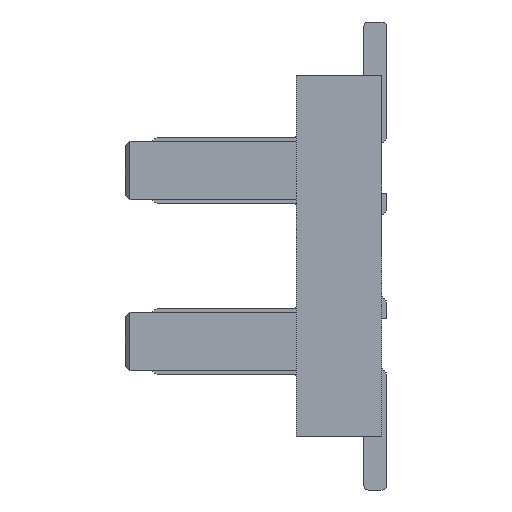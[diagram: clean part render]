
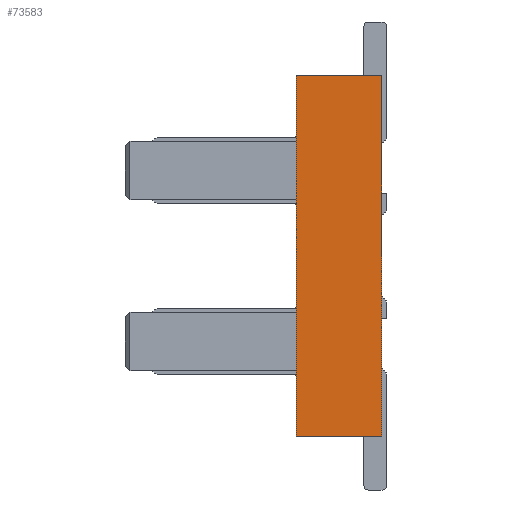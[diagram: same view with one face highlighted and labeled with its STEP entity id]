
A CAD part, left-side view. The second image highlights one B-rep face of the part: STEP entity #73583.
In plain terms, the highlighted planar face has unit normal (-1, 0, 0).
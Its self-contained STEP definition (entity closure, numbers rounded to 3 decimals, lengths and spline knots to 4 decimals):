
#437=DIRECTION('',(0.,-1.,0.));
#438=VECTOR('',#437,0.95);
#439=CARTESIAN_POINT('',(-11.35,0.95,2.));
#440=LINE('',#439,#438);
#445=DIRECTION('',(0.,0.,1.));
#446=VECTOR('',#445,4.);
#447=CARTESIAN_POINT('',(-11.35,0.95,-2.));
#448=LINE('',#447,#446);
#473=DIRECTION('',(0.,0.,1.));
#474=VECTOR('',#473,4.);
#475=CARTESIAN_POINT('',(-11.35,0.,-2.));
#476=LINE('',#475,#474);
#477=DIRECTION('',(0.,-1.,0.));
#478=VECTOR('',#477,0.95);
#479=CARTESIAN_POINT('',(-11.35,0.95,-2.));
#480=LINE('',#479,#478);
#57217=CARTESIAN_POINT('',(-11.35,0.95,-2.));
#57218=CARTESIAN_POINT('',(-11.35,0.,-2.));
#57219=VERTEX_POINT('',#57217);
#57220=VERTEX_POINT('',#57218);
#58349=CARTESIAN_POINT('',(-11.35,0.,2.));
#58350=VERTEX_POINT('',#58349);
#58351=CARTESIAN_POINT('',(-11.35,0.95,2.));
#58352=VERTEX_POINT('',#58351);
#73571=CARTESIAN_POINT('',(-11.35,0.475,0.));
#73572=DIRECTION('',(1.,0.,0.));
#73573=DIRECTION('',(0.,0.,1.));
#73574=AXIS2_PLACEMENT_3D('',#73571,#73572,#73573);
#73575=PLANE('',#73574);
#73577=ORIENTED_EDGE('',*,*,#73576,.F.);
#73578=ORIENTED_EDGE('',*,*,#70832,.F.);
#73579=ORIENTED_EDGE('',*,*,#71908,.T.);
#73580=ORIENTED_EDGE('',*,*,#71894,.T.);
#73581=EDGE_LOOP('',(#73577,#73578,#73579,#73580));
#73582=FACE_OUTER_BOUND('',#73581,.F.);
#70832=EDGE_CURVE('',#57219,#57220,#480,.T.);
#71894=EDGE_CURVE('',#58352,#58350,#440,.T.);
#71908=EDGE_CURVE('',#57219,#58352,#448,.T.);
#73576=EDGE_CURVE('',#57220,#58350,#476,.T.);
#73583=ADVANCED_FACE('',(#73582),#73575,.F.);
